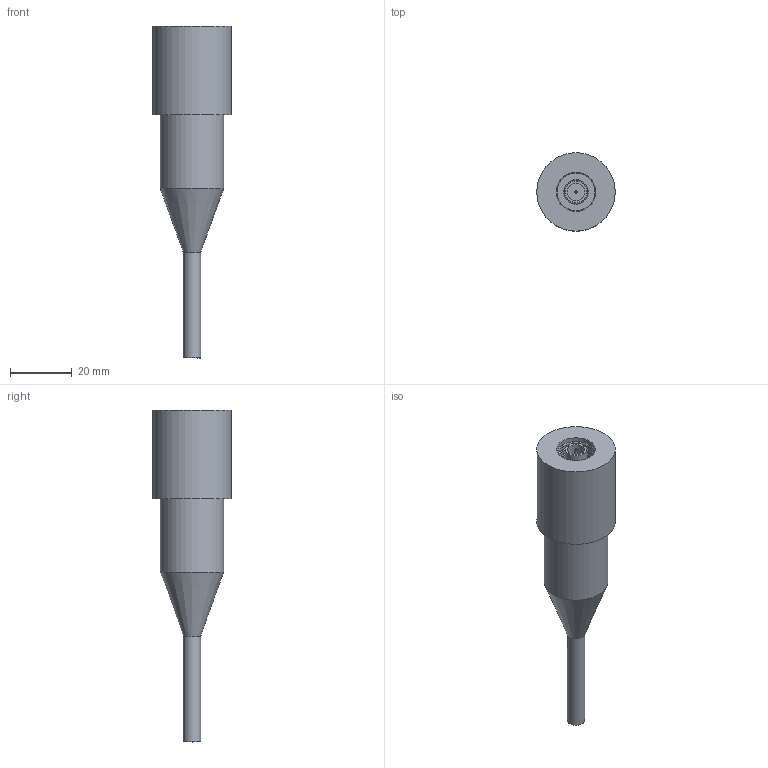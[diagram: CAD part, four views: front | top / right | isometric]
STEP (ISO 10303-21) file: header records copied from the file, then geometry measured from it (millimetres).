
FILE_DESCRIPTION(/* description */ (''),/* implementation_level */ '2;1');
FILE_NAME(/* name */ 'HF75CXILF.stp',/* time_stamp */ '2017-02-10T13:21:58+01:00',/* author */ ('sh'),/* organization */ (''),/* preprocessor_version */ 'ST-DEVELOPER v15.2',/* originating_system */ 'Autodesk Inventor 2014',/* authorisation */ '');
FILE_SCHEMA (('AUTOMOTIVE_DESIGN { 1 0 10303 214 3 1 1 }'));
Length unit declared in the file: inch
Products named in the file (1): HF75CXILF
Bounding box: 25.4 x 25.4 x 107.44 mm (x, y, z)
Volume: 24682.2 mm3; surface area: 9096 mm2
Topology: 4 solids, 4 shells, 54 faces, 91 edges, 56 vertices
Faces by surface type: cylinder 21, plane 19, torus 13, cone 1
Full cylindrical faces by diameter (mm): 0.762 x1, 2.845 x1, 3.759 x1, 3.81 x1, 4.064 x1, 5.588 x2, 6.858 x1, 6.909 x1, 6.96 x1, 7.493 x1, 7.874 x2, 8.484 x1, 12.7 x5, 20.574 x1, 25.4 x1
Entity records: 1120 total; most frequent: DIRECTION 214, CARTESIAN_POINT 159, AXIS2_PLACEMENT_3D 107, EDGE_LOOP 104, ORIENTED_EDGE 104, ADVANCED_FACE 54, FACE_OUTER_BOUND 53, CIRCLE 52
